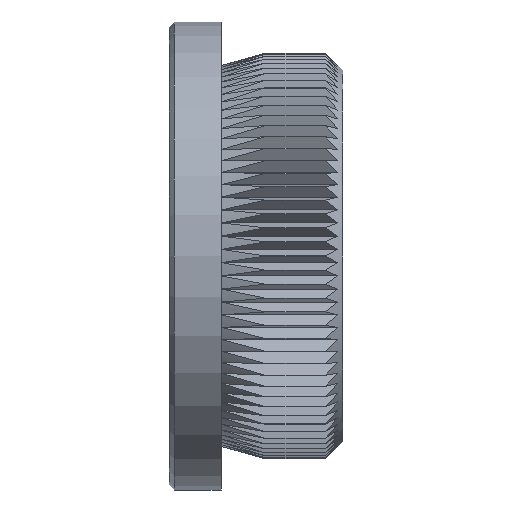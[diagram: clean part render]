
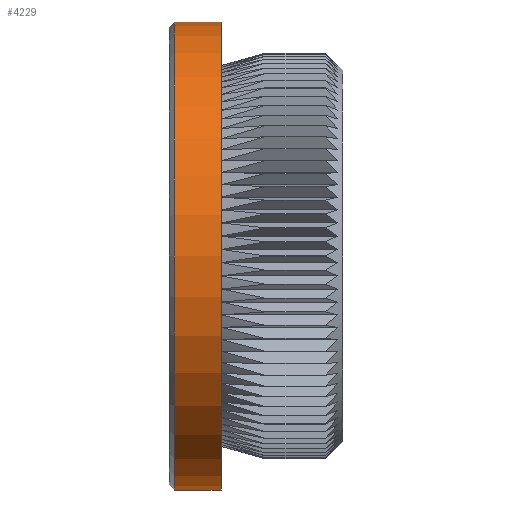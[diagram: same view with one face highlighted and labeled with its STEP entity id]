
A CAD part, left-side view. The second image highlights one B-rep face of the part: STEP entity #4229.
In plain terms, the highlighted cylindrical face has radius 13.45 mm (diameter 26.9 mm), a partial arc.
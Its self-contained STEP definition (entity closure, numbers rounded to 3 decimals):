
#1367 = AXIS2_PLACEMENT_3D ( 'NONE', #10757, #5114, #6909 ) ;
#1956 = VERTEX_POINT ( 'NONE', #20541 ) ;
#2640 = VERTEX_POINT ( 'NONE', #17436 ) ;
#3592 = AXIS2_PLACEMENT_3D ( 'NONE', #7550, #21236, #15272 ) ;
#3818 = CARTESIAN_POINT ( 'NONE',  ( 0., 9.7, -13.45 ) ) ;
#4229 = ADVANCED_FACE ( 'NONE', ( #14207 ), #13901, .T. ) ;
#4691 = EDGE_LOOP ( 'NONE', ( #12902, #23043, #7142, #15778 ) ) ;
#5114 = DIRECTION ( 'NONE',  ( 0., -1., 0. ) ) ;
#5466 = VERTEX_POINT ( 'NONE', #3818 ) ;
#6909 = DIRECTION ( 'NONE',  ( 0., 0., -1. ) ) ;
#7142 = ORIENTED_EDGE ( 'NONE', *, *, #15903, .T. ) ;
#7550 = CARTESIAN_POINT ( 'NONE',  ( 0., 7., 0. ) ) ;
#9692 = EDGE_CURVE ( 'NONE', #2640, #24818, #24837, .T. ) ;
#10753 = VECTOR ( 'NONE', #11272, 1000. ) ;
#10757 = CARTESIAN_POINT ( 'NONE',  ( 0., 0., 0. ) ) ;
#11272 = DIRECTION ( 'NONE',  ( 0., -1., 0. ) ) ;
#11301 = CARTESIAN_POINT ( 'NONE',  ( 0., 7., 13.45 ) ) ;
#11554 = CARTESIAN_POINT ( 'NONE',  ( 0., 0., 13.45 ) ) ;
#11937 = DIRECTION ( 'NONE',  ( 0., -1., 0. ) ) ;
#12131 = EDGE_CURVE ( 'NONE', #24818, #1956, #24450, .T. ) ;
#12902 = ORIENTED_EDGE ( 'NONE', *, *, #9692, .F. ) ;
#13701 = DIRECTION ( 'NONE',  ( 0., -1., 0. ) ) ;
#13901 = CYLINDRICAL_SURFACE ( 'NONE', #1367, 13.45 ) ;
#13908 = CARTESIAN_POINT ( 'NONE',  ( 0., 9.7, 0. ) ) ;
#14207 = FACE_OUTER_BOUND ( 'NONE', #4691, .T. ) ;
#15272 = DIRECTION ( 'NONE',  ( 0., 0., -1. ) ) ;
#15778 = ORIENTED_EDGE ( 'NONE', *, *, #12131, .F. ) ;
#15903 = EDGE_CURVE ( 'NONE', #5466, #1956, #20105, .T. ) ;
#15925 = CARTESIAN_POINT ( 'NONE',  ( 0., 0., -13.45 ) ) ;
#16516 = AXIS2_PLACEMENT_3D ( 'NONE', #13908, #11937, #17875 ) ;
#16755 = VECTOR ( 'NONE', #13701, 1000. ) ;
#17436 = CARTESIAN_POINT ( 'NONE',  ( 0., 9.7, 13.45 ) ) ;
#17875 = DIRECTION ( 'NONE',  ( 0., 0., 1. ) ) ;
#18239 = CIRCLE ( 'NONE', #16516, 13.45 ) ;
#19661 = EDGE_CURVE ( 'NONE', #2640, #5466, #18239, .T. ) ;
#20105 = LINE ( 'NONE', #15925, #16755 ) ;
#20541 = CARTESIAN_POINT ( 'NONE',  ( 0., 7., -13.45 ) ) ;
#21236 = DIRECTION ( 'NONE',  ( 0., -1., 0. ) ) ;
#23043 = ORIENTED_EDGE ( 'NONE', *, *, #19661, .T. ) ;
#24450 = CIRCLE ( 'NONE', #3592, 13.45 ) ;
#24818 = VERTEX_POINT ( 'NONE', #11301 ) ;
#24837 = LINE ( 'NONE', #11554, #10753 ) ;
